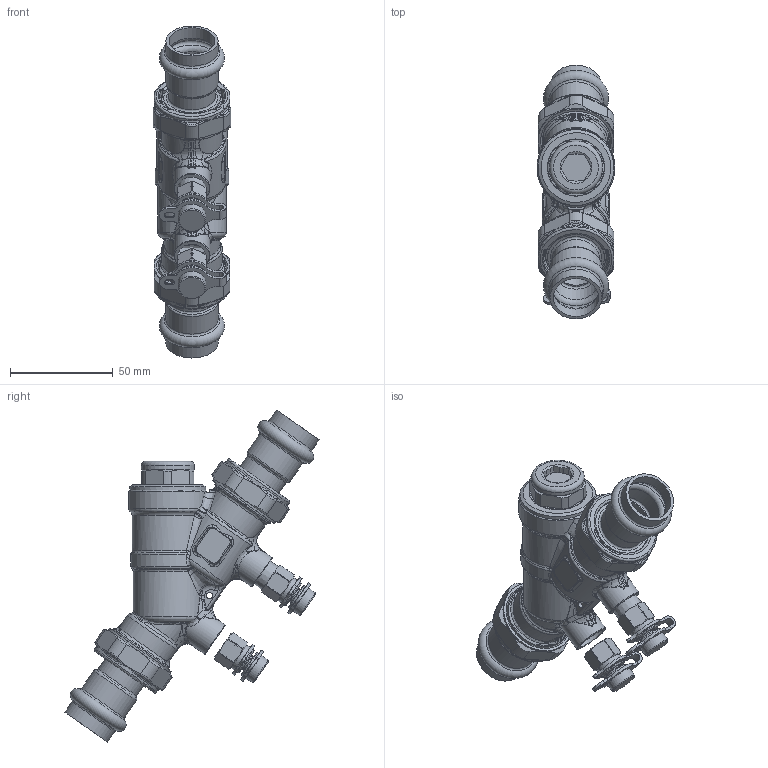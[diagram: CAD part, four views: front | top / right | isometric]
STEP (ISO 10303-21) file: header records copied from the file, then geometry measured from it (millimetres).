
FILE_DESCRIPTION(/* description */ (''),/* implementation_level */ '2;1');
FILE_NAME(/* name */ '128556AF_Simplify_1.stp',/* time_stamp */ '2025-07-22T11:14:00-05:00',/* author */ ('ischreiner'),/* organization */ (''),/* preprocessor_version */ 'ST-DEVELOPER v20',/* originating_system */ 'Autodesk Inventor 2025',/* authorisation */ '');
FILE_SCHEMA (('AUTOMOTIVE_DESIGN { 1 0 10303 214 3 1 1 }'));
Products named in the file (1): 128556AF_Simplify_1
Bounding box: 37.95 x 123.86 x 161.74 mm (x, y, z)
Volume: 161733.3 mm3; surface area: 44954.6 mm2
Topology: 7 solids, 7 shells, 1313 faces, 3166 edges, 1850 vertices
Faces by surface type: bspline 781, cylinder 208, plane 133, cone 97, torus 82, sphere 12
Full cylindrical faces by diameter (mm): 3 x1, 8 x2, 11.5 x2, 12 x4, 12.2 x2, 13.5 x6, 13.9 x2, 17.5 x2, 19.05 x2, 22.352 x4, 22.86 x2, 25.4 x4, 25.8 x1, 27.686 x2, 29.5 x1, 29.515 x2, 30 x2, 30.5 x2, 33.1 x2, 37 x5
Entity records: 147544 total; most frequent: CARTESIAN_POINT 120429, ORIENTED_EDGE 6248, DIRECTION 3891, EDGE_CURVE 3124, VERTEX_POINT 1850, AXIS2_PLACEMENT_3D 1720, B_SPLINE_CURVE_WITH_KNOTS 1426, EDGE_LOOP 1360
